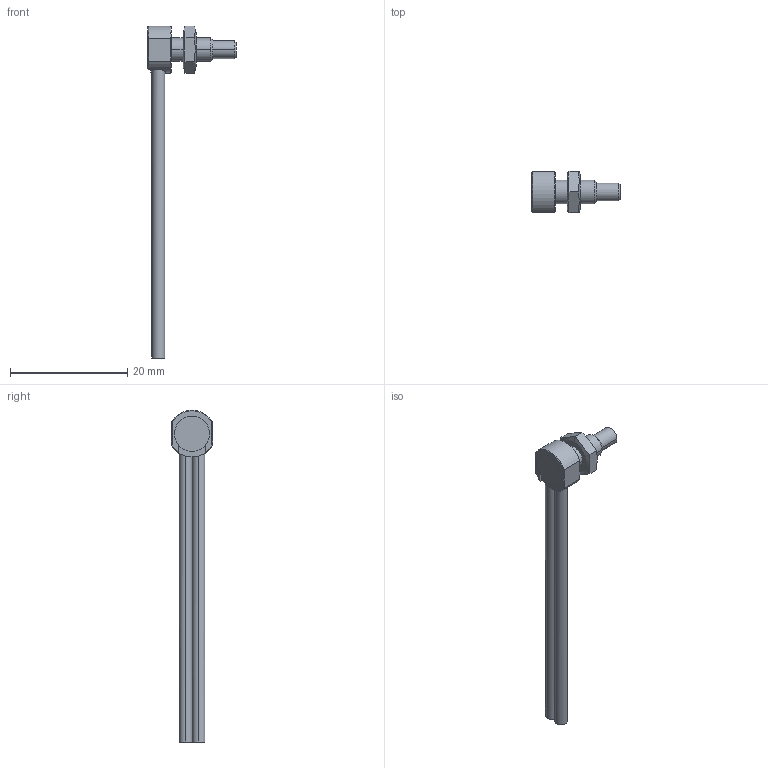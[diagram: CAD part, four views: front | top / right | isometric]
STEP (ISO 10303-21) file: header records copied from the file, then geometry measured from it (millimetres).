
FILE_DESCRIPTION (( 'STEP AP214' ), '1' );
FILE_NAME ('OPT2061.STEP', '2016-02-24T14:36:09', ( '' ), ( '' ), 'SwSTEP 2.0', 'SolidWorks 2014', '' );
FILE_SCHEMA (( 'AUTOMOTIVE_DESIGN' ));
Length unit declared in the file: inch
Products named in the file (1): OPT2061
Bounding box: 15 x 7 x 56.54 mm (x, y, z)
Volume: 732.8 mm3; surface area: 1060.6 mm2
Topology: 1 solids, 1 shells, 58 faces, 135 edges, 84 vertices
Faces by surface type: plane 24, cylinder 21, cone 13
Entity records: 1814 total; most frequent: CARTESIAN_POINT 474, ORIENTED_EDGE 270, DIRECTION 268, EDGE_CURVE 135, AXIS2_PLACEMENT_3D 106, VERTEX_POINT 84, EDGE_LOOP 63, ADVANCED_FACE 58
